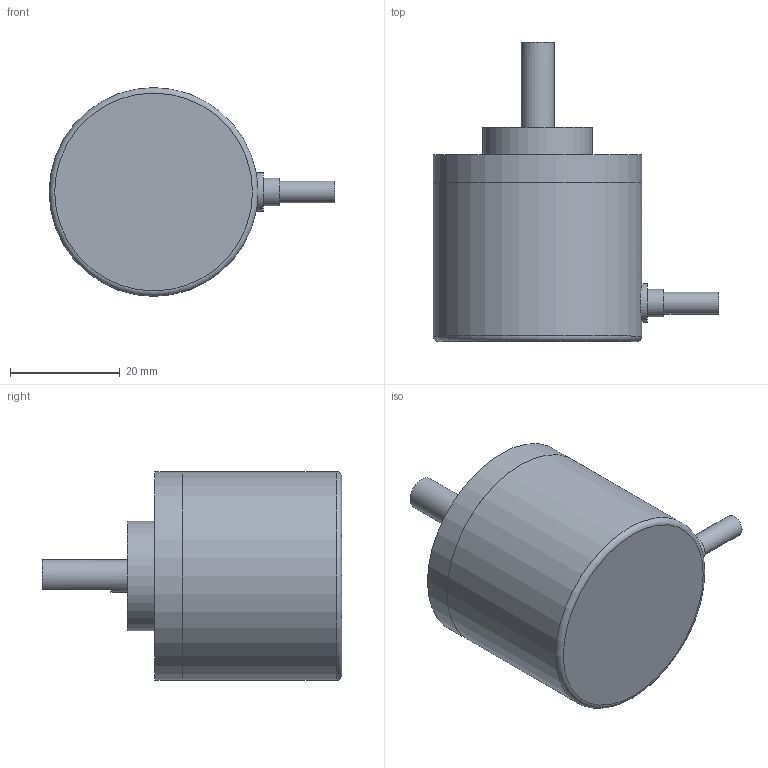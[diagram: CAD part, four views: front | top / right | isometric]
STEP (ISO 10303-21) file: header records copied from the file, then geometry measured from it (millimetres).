
FILE_DESCRIPTION(/* description */ (''),/* implementation_level */ '2;1');
FILE_NAME(/* name */ 'encoder.stp',/* time_stamp */ '2025-11-03T13:55:23+02:00',/* author */ ('ASUS'),/* organization */ (''),/* preprocessor_version */ 'ST-DEVELOPER v20.1',/* originating_system */ 'Autodesk Inventor 2026',/* authorisation */ '');
FILE_SCHEMA (('AUTOMOTIVE_DESIGN { 1 0 10303 214 3 1 1 }'));
Length unit declared in the file: millimetre
Products named in the file (1): Rotary_encoder
Bounding box: 52.01 x 54.5 x 38.02 mm (x, y, z)
Volume: 40578 mm3; surface area: 7364.2 mm2
Topology: 1 solids, 1 shells, 30 faces, 49 edges, 33 vertices
Faces by surface type: plane 16, cylinder 13, torus 1
Full cylindrical faces by diameter (mm): 3 x6, 4 x1, 5 x1, 6 x1, 7 x1, 20 x1, 38 x1, 38.02 x1
Entity records: 784 total; most frequent: CARTESIAN_POINT 147, DIRECTION 139, ORIENTED_EDGE 98, AXIS2_PLACEMENT_3D 61, EDGE_CURVE 49, EDGE_LOOP 42, VERTEX_POINT 33, FACE_OUTER_BOUND 30
